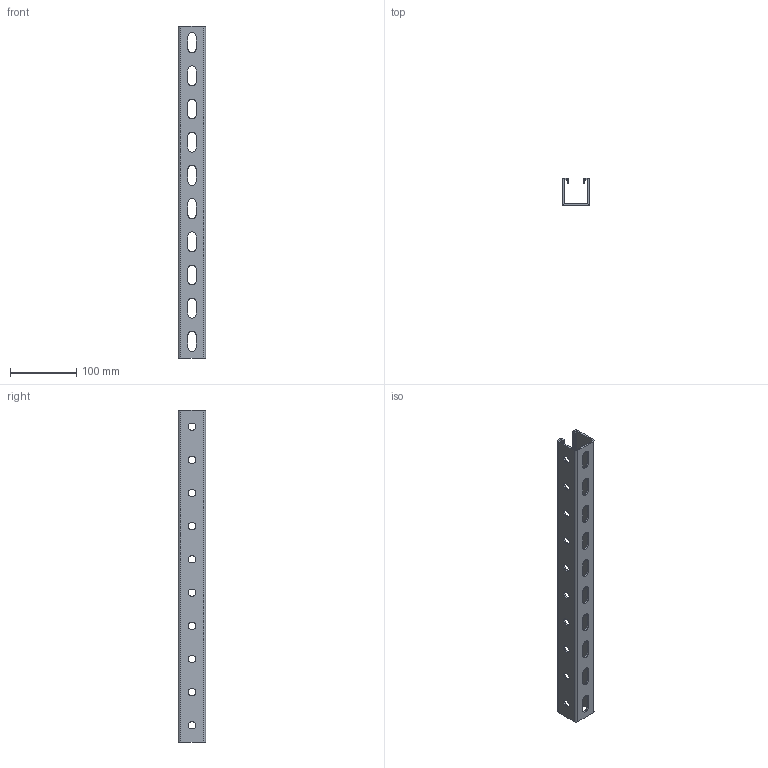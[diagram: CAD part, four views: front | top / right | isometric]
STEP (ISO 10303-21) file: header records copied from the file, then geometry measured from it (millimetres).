
FILE_DESCRIPTION (( 'STEP AP203' ), '1' );
FILE_NAME ('STRUT-镳铘桦黖h41-500.step', '2022-01-25T05:19:54', ( '' ), ( '' ), 'SwSTEP 2.0', 'SolidWorks 2017', '' );
FILE_SCHEMA (( 'CONFIG_CONTROL_DESIGN' ));
Length unit declared in the file: millimetre
Products named in the file (1): STRUT-镳铘桦黖h41-500
Bounding box: 41 x 41 x 500 mm (x, y, z)
Volume: 152933.1 mm3; surface area: 131785.9 mm2
Topology: 1 solids, 1 shells, 966 faces, 2868 edges, 1904 vertices
Faces by surface type: plane 900, cylinder 66
Entity records: 31949 total; most frequent: CARTESIAN_POINT 5739, ORIENTED_EDGE 5736, DIRECTION 4934, EDGE_CURVE 2868, VECTOR 2736, LINE 2736, VERTEX_POINT 1904, AXIS2_PLACEMENT_3D 1099
